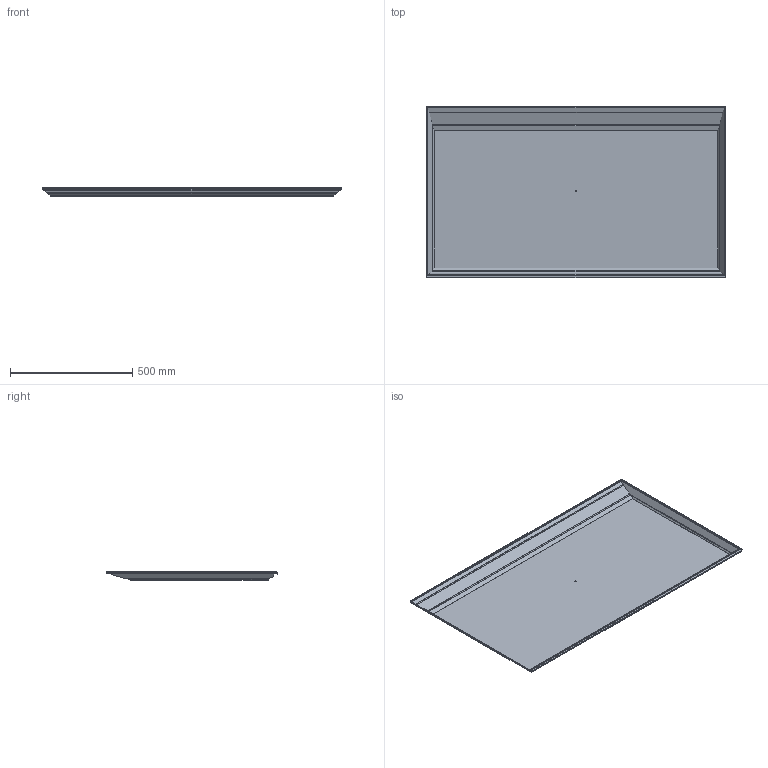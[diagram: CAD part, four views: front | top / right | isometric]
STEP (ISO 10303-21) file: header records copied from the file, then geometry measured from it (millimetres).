
FILE_DESCRIPTION((''),'2;1');
FILE_NAME('DELETE','2025-09-30T10:44:17',('minook.lee'),(''),'CREO PARAMETRIC BY PTC INC, 2022414','CREO PARAMETRIC BY PTC INC, 2022414','');
FILE_SCHEMA(('CONFIG_CONTROL_DESIGN','SHAPE_APPEARANCE_LAYERS_GROUPS'));
Length unit declared in the file: millimetre
Products named in the file (1): DELETE
Bounding box: 1221.82 x 699.31 x 32.9 mm (x, y, z)
Volume: 458866.3 mm3; surface area: 1837404.5 mm2
Topology: 1 solids, 1 shells, 90 faces, 248 edges, 164 vertices
Faces by surface type: plane 72, cylinder 10, cone 8
Entity records: 2978 total; most frequent: CARTESIAN_POINT 502, ORIENTED_EDGE 496, DIRECTION 464, EDGE_CURVE 248, VECTOR 212, LINE 212, VERTEX_POINT 164, AXIS2_PLACEMENT_3D 126
